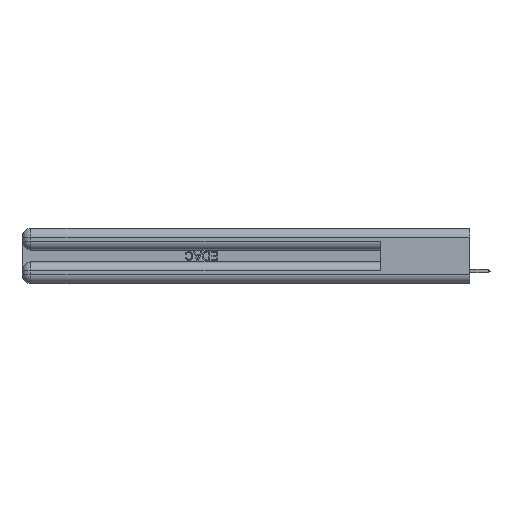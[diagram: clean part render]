
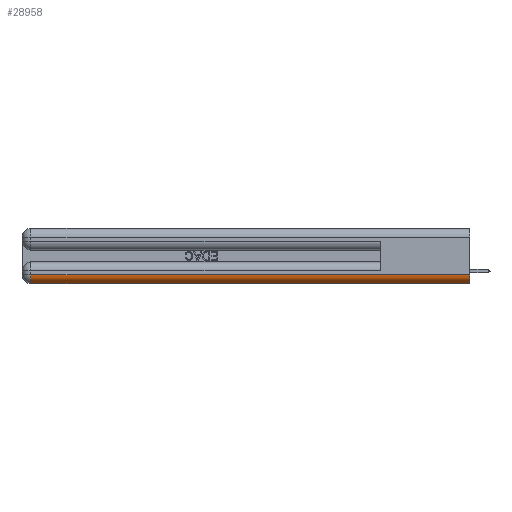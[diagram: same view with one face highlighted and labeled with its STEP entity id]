
A CAD part, left-side view. The second image highlights one B-rep face of the part: STEP entity #28958.
In plain terms, the highlighted cylindrical face has radius 1.524 mm (diameter 3.048 mm), a partial arc.
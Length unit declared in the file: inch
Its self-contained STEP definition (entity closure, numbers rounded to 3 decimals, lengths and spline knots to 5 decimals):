
#1005 = ORIENTED_EDGE ( 'NONE', *, *, #34249, .F. ) ;
#1438 = LINE ( 'NONE', #24578, #22340 ) ;
#2391 = FACE_OUTER_BOUND ( 'NONE', #15253, .T. ) ;
#4825 = CARTESIAN_POINT ( 'NONE',  ( 0.06, 0., 0.06 ) ) ;
#4914 = VECTOR ( 'NONE', #13155, 39.37008 ) ;
#6442 = DIRECTION ( 'NONE',  ( 0., -1., 0. ) ) ;
#6751 = VERTEX_POINT ( 'NONE', #24178 ) ;
#7804 = CIRCLE ( 'NONE', #13673, 0.06 ) ;
#7946 = DIRECTION ( 'NONE',  ( 0., -1., 0. ) ) ;
#13155 = DIRECTION ( 'NONE',  ( 0., 1., 0. ) ) ;
#13359 = DIRECTION ( 'NONE',  ( 0., 0., 1. ) ) ;
#13673 = AXIS2_PLACEMENT_3D ( 'NONE', #34228, #16549, #13359 ) ;
#14356 = ORIENTED_EDGE ( 'NONE', *, *, #27382, .F. ) ;
#15253 = EDGE_LOOP ( 'NONE', ( #1005, #27215, #30937, #14356 ) ) ;
#16549 = DIRECTION ( 'NONE',  ( 0., 1., 0. ) ) ;
#17968 = VERTEX_POINT ( 'NONE', #18513 ) ;
#18513 = CARTESIAN_POINT ( 'NONE',  ( 0.06, 2.94, 0. ) ) ;
#19110 = CARTESIAN_POINT ( 'NONE',  ( 0., 2.94, 0.06 ) ) ;
#19809 = DIRECTION ( 'NONE',  ( 0., 0., 1. ) ) ;
#20089 = CARTESIAN_POINT ( 'NONE',  ( 0.06, 0., 0.06 ) ) ;
#20444 = DIRECTION ( 'NONE',  ( 0., 0., 1. ) ) ;
#21068 = CARTESIAN_POINT ( 'NONE',  ( 0.06, 3., 0. ) ) ;
#22214 = VERTEX_POINT ( 'NONE', #19110 ) ;
#22327 = CARTESIAN_POINT ( 'NONE',  ( 0.06, 0., 0. ) ) ;
#22340 = VECTOR ( 'NONE', #6442, 39.37008 ) ;
#23414 = DIRECTION ( 'NONE',  ( 0., 1., 0. ) ) ;
#23878 = AXIS2_PLACEMENT_3D ( 'NONE', #20089, #7946, #19809 ) ;
#24178 = CARTESIAN_POINT ( 'NONE',  ( 0., 0., 0.06 ) ) ;
#24578 = CARTESIAN_POINT ( 'NONE',  ( 0., 0., 0.06 ) ) ;
#24929 = AXIS2_PLACEMENT_3D ( 'NONE', #4825, #23414, #20444 ) ;
#27215 = ORIENTED_EDGE ( 'NONE', *, *, #32125, .F. ) ;
#27382 = EDGE_CURVE ( 'NONE', #30913, #17968, #27740, .T. ) ;
#27740 = LINE ( 'NONE', #21068, #4914 ) ;
#28958 = ADVANCED_FACE ( 'NONE', ( #2391 ), #33731, .T. ) ;
#30913 = VERTEX_POINT ( 'NONE', #22327 ) ;
#30937 = ORIENTED_EDGE ( 'NONE', *, *, #36679, .F. ) ;
#32125 = EDGE_CURVE ( 'NONE', #22214, #6751, #1438, .T. ) ;
#33731 = CYLINDRICAL_SURFACE ( 'NONE', #24929, 0.06 ) ;
#34228 = CARTESIAN_POINT ( 'NONE',  ( 0.06, 2.94, 0.06 ) ) ;
#34249 = EDGE_CURVE ( 'NONE', #6751, #30913, #36376, .T. ) ;
#36376 = CIRCLE ( 'NONE', #23878, 0.06 ) ;
#36679 = EDGE_CURVE ( 'NONE', #17968, #22214, #7804, .T. ) ;
